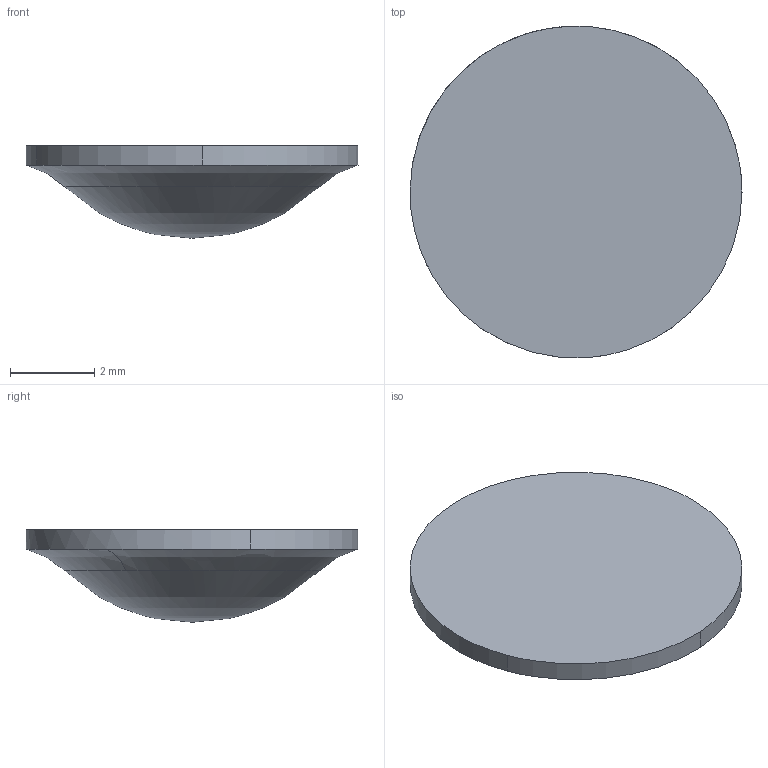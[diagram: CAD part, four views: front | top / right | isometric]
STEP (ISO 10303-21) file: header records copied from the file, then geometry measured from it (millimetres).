
FILE_DESCRIPTION((''),'2;1');
FILE_NAME('','2005-12-14T16:07:13',(''),(''),'','CADfix','');
FILE_SCHEMA(('AUTOMOTIVE_DESIGN'));
Length unit declared in the file: millimetre
Products named in the file (1): rubber foot
Bounding box: 7.9 x 7.89 x 2.2 mm (x, y, z)
Volume: 60.1 mm3; surface area: 117.3 mm2
Topology: 1 solids, 1 shells, 6 faces, 18 edges, 14 vertices
Faces by surface type: bspline 6
Entity records: 270 total; most frequent: CARTESIAN_POINT 159, ORIENTED_EDGE 36, EDGE_CURVE 18, VERTEX_POINT 14, EDGE_LOOP 6, FACE_OUTER_BOUND 6, ADVANCED_FACE 6, DIMENSIONAL_EXPONENTS 2
